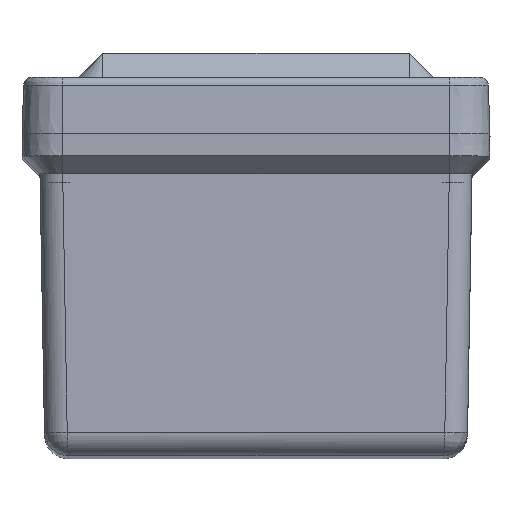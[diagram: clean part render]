
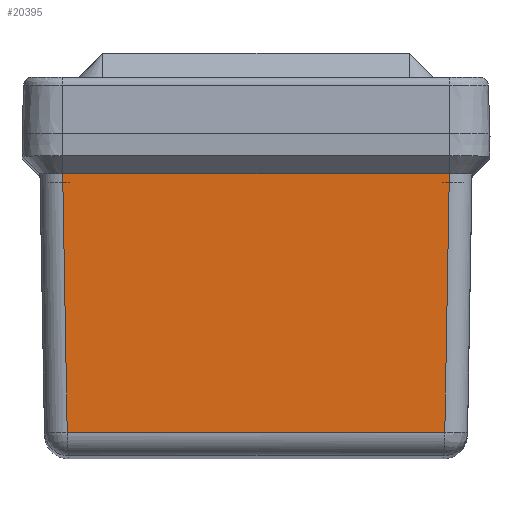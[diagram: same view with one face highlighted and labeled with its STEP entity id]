
A CAD part, top view. The second image highlights one B-rep face of the part: STEP entity #20395.
In plain terms, the highlighted planar face has unit normal (0, -0.018, 1).
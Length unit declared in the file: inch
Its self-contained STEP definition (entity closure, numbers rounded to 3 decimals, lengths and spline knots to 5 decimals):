
#442 = LINE ( 'NONE', #8669, #7901 ) ;
#2573 = VERTEX_POINT ( 'NONE', #17620 ) ;
#3480 = CARTESIAN_POINT ( 'NONE',  ( 1.5, 2.1863, 6.75229 ) ) ;
#3725 = DIRECTION ( 'NONE',  ( -1., 0., 0. ) ) ;
#3826 = CARTESIAN_POINT ( 'NONE',  ( -1.49742, 2.1863, 6.75229 ) ) ;
#5032 = VECTOR ( 'NONE', #3725, 39.37008 ) ;
#5063 = CARTESIAN_POINT ( 'NONE',  ( -1.49742, 2.1863, 6.75229 ) ) ;
#5094 = VERTEX_POINT ( 'NONE', #13978 ) ;
#5691 = LINE ( 'NONE', #5063, #15153 ) ;
#6238 = ORIENTED_EDGE ( 'NONE', *, *, #8177, .T. ) ;
#7336 = DIRECTION ( 'NONE',  ( -1., 0., 0. ) ) ;
#7720 = PLANE ( 'NONE',  #16261 ) ;
#7770 = VERTEX_POINT ( 'NONE', #3826 ) ;
#7901 = VECTOR ( 'NONE', #18131, 39.37008 ) ;
#8177 = EDGE_CURVE ( 'NONE', #2573, #18918, #442, .T. ) ;
#8197 = DIRECTION ( 'NONE',  ( 0., -0.017, 1. ) ) ;
#8669 = CARTESIAN_POINT ( 'NONE',  ( 1.46247, 0.18423, 6.71734 ) ) ;
#9348 = ORIENTED_EDGE ( 'NONE', *, *, #10780, .F. ) ;
#10010 = LINE ( 'NONE', #18123, #5032 ) ;
#10430 = FACE_OUTER_BOUND ( 'NONE', #12815, .T. ) ;
#10780 = EDGE_CURVE ( 'NONE', #2573, #5094, #10010, .T. ) ;
#11054 = ORIENTED_EDGE ( 'NONE', *, *, #16565, .T. ) ;
#11847 = EDGE_CURVE ( 'NONE', #7770, #5094, #5691, .T. ) ;
#12121 = CARTESIAN_POINT ( 'NONE',  ( 1.49742, 2.1863, 6.75229 ) ) ;
#12815 = EDGE_LOOP ( 'NONE', ( #11054, #16551, #9348, #6238 ) ) ;
#13978 = CARTESIAN_POINT ( 'NONE',  ( -1.46247, 0.18423, 6.71734 ) ) ;
#14581 = LINE ( 'NONE', #3480, #18825 ) ;
#14609 = CARTESIAN_POINT ( 'NONE',  ( 1.5, 2.1863, 6.75229 ) ) ;
#15153 = VECTOR ( 'NONE', #17735, 39.37008 ) ;
#16010 = DIRECTION ( 'NONE',  ( 0., -1., -0.017 ) ) ;
#16261 = AXIS2_PLACEMENT_3D ( 'NONE', #14609, #8197, #16010 ) ;
#16551 = ORIENTED_EDGE ( 'NONE', *, *, #11847, .T. ) ;
#16565 = EDGE_CURVE ( 'NONE', #18918, #7770, #14581, .T. ) ;
#17620 = CARTESIAN_POINT ( 'NONE',  ( 1.46247, 0.18423, 6.71734 ) ) ;
#17735 = DIRECTION ( 'NONE',  ( 0.017, -1., -0.017 ) ) ;
#18123 = CARTESIAN_POINT ( 'NONE',  ( 0.75, 0.18423, 6.71734 ) ) ;
#18131 = DIRECTION ( 'NONE',  ( 0.017, 1., 0.017 ) ) ;
#18825 = VECTOR ( 'NONE', #7336, 39.37008 ) ;
#18918 = VERTEX_POINT ( 'NONE', #12121 ) ;
#20395 = ADVANCED_FACE ( 'NONE', ( #10430 ), #7720, .T. ) ;
